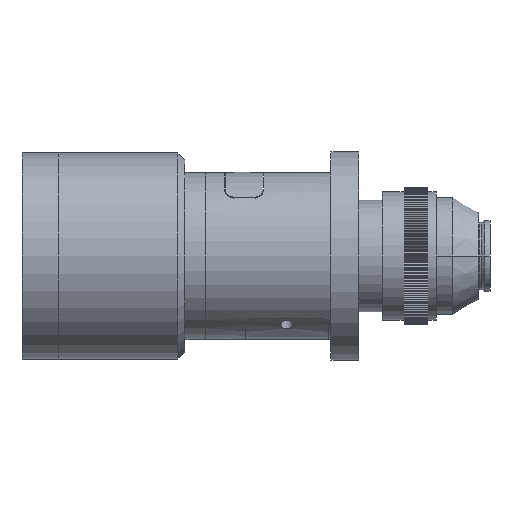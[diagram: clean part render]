
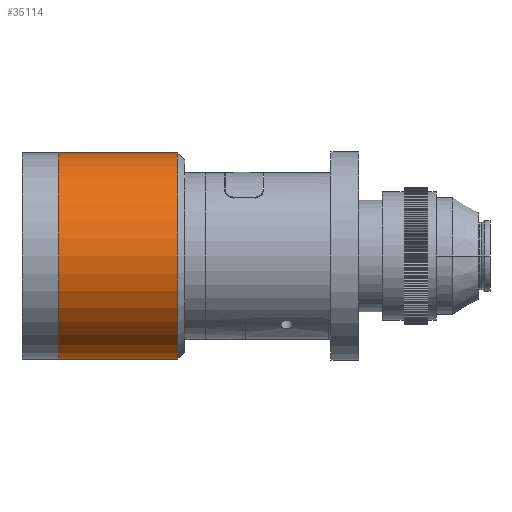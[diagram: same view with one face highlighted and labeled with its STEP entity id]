
A CAD part, front view. The second image highlights one B-rep face of the part: STEP entity #35114.
In plain terms, the highlighted cylindrical face has radius 37 mm (diameter 74 mm), a partial arc.
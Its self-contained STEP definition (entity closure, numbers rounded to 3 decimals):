
#2475 = DIRECTION ( 'NONE',  ( 0., 0., 1. ) ) ;
#2990 = LINE ( 'NONE', #26741, #31509 ) ;
#3482 = EDGE_CURVE ( 'NONE', #21810, #35632, #27111, .T. ) ;
#4085 = ORIENTED_EDGE ( 'NONE', *, *, #38442, .F. ) ;
#4978 = LINE ( 'NONE', #43269, #14839 ) ;
#6526 = ORIENTED_EDGE ( 'NONE', *, *, #36069, .T. ) ;
#6673 = ORIENTED_EDGE ( 'NONE', *, *, #23561, .T. ) ;
#8886 = FACE_OUTER_BOUND ( 'NONE', #27707, .T. ) ;
#9014 = DIRECTION ( 'NONE',  ( 0., 0., 1. ) ) ;
#14839 = VECTOR ( 'NONE', #18895, 1000. ) ;
#15109 = VERTEX_POINT ( 'NONE', #42957 ) ;
#18217 = CARTESIAN_POINT ( 'NONE',  ( 0., 0., -37. ) ) ;
#18895 = DIRECTION ( 'NONE',  ( -1., 0., 0. ) ) ;
#19385 = DIRECTION ( 'NONE',  ( -1., 0., 0. ) ) ;
#19821 = CARTESIAN_POINT ( 'NONE',  ( -67.191, 0., 0. ) ) ;
#19907 = CARTESIAN_POINT ( 'NONE',  ( 43., 0., 37. ) ) ;
#21810 = VERTEX_POINT ( 'NONE', #18217 ) ;
#23544 = DIRECTION ( 'NONE',  ( -1., 0., 0. ) ) ;
#23561 = EDGE_CURVE ( 'NONE', #15109, #43132, #28204, .T. ) ;
#25317 = DIRECTION ( 'NONE',  ( 0., 0., 1. ) ) ;
#25743 = CARTESIAN_POINT ( 'NONE',  ( 0., 0., 0. ) ) ;
#26741 = CARTESIAN_POINT ( 'NONE',  ( -67.191, 0., 37. ) ) ;
#27111 = CIRCLE ( 'NONE', #29308, 37. ) ;
#27707 = EDGE_LOOP ( 'NONE', ( #4085, #6673, #6526, #43157 ) ) ;
#28204 = CIRCLE ( 'NONE', #33316, 37. ) ;
#29308 = AXIS2_PLACEMENT_3D ( 'NONE', #25743, #31945, #25317 ) ;
#30333 = AXIS2_PLACEMENT_3D ( 'NONE', #19821, #19385, #2475 ) ;
#31509 = VECTOR ( 'NONE', #23544, 1000. ) ;
#31945 = DIRECTION ( 'NONE',  ( -1., 0., 0. ) ) ;
#32976 = DIRECTION ( 'NONE',  ( -1., 0., 0. ) ) ;
#33316 = AXIS2_PLACEMENT_3D ( 'NONE', #38913, #32976, #9014 ) ;
#35114 = ADVANCED_FACE ( 'NONE', ( #8886 ), #40582, .T. ) ;
#35632 = VERTEX_POINT ( 'NONE', #40067 ) ;
#36069 = EDGE_CURVE ( 'NONE', #43132, #35632, #2990, .T. ) ;
#38442 = EDGE_CURVE ( 'NONE', #15109, #21810, #4978, .T. ) ;
#38913 = CARTESIAN_POINT ( 'NONE',  ( 43., 0., 0. ) ) ;
#40067 = CARTESIAN_POINT ( 'NONE',  ( 0., 0., 37. ) ) ;
#40582 = CYLINDRICAL_SURFACE ( 'NONE', #30333, 37. ) ;
#42957 = CARTESIAN_POINT ( 'NONE',  ( 43., 0., -37. ) ) ;
#43132 = VERTEX_POINT ( 'NONE', #19907 ) ;
#43157 = ORIENTED_EDGE ( 'NONE', *, *, #3482, .F. ) ;
#43269 = CARTESIAN_POINT ( 'NONE',  ( -67.191, 0., -37. ) ) ;
